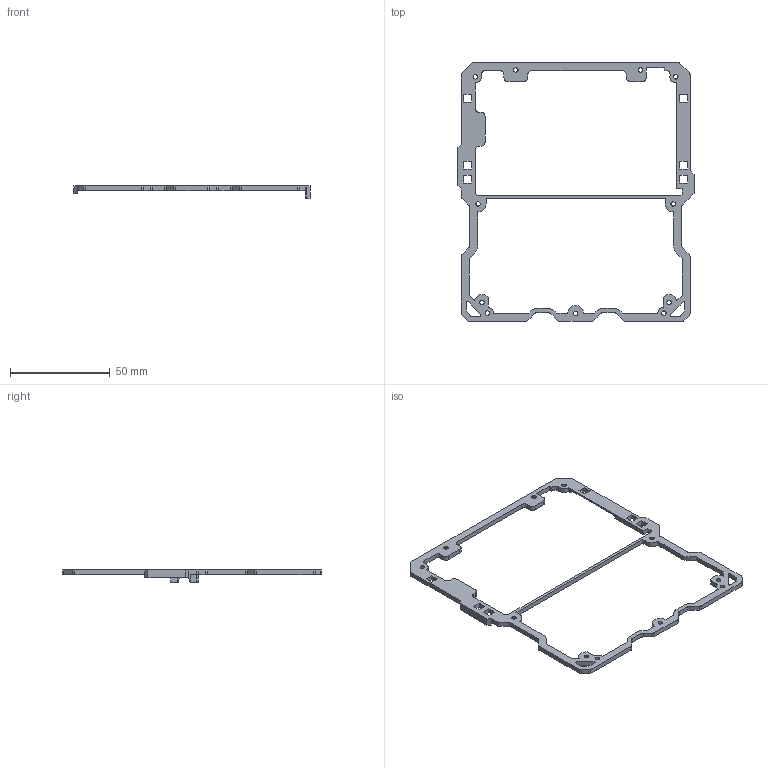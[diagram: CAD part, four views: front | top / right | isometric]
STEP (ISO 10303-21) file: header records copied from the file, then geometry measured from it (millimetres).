
FILE_DESCRIPTION(('FreeCAD Model'),'2;1');
FILE_NAME('Open CASCADE Shape Model','2025-06-12T13:22:34',(''),(''), 'Open CASCADE STEP processor 7.8','FreeCAD','Unknown');
FILE_SCHEMA(('AUTOMOTIVE_DESIGN { 1 0 10303 214 1 1 1 1 }'));
Length unit declared in the file: millimetre
Products named in the file (1): spacer
Bounding box: 118.6 x 130 x 6.2 mm (x, y, z)
Volume: 6247.1 mm3; surface area: 9017.2 mm2
Topology: 1 solids, 1 shells, 248 faces, 715 edges, 476 vertices
Faces by surface type: plane 175, cylinder 73
Full cylindrical faces by diameter (mm): 2.2 x11
Entity records: 8215 total; most frequent: CARTESIAN_POINT 1440, ORIENTED_EDGE 1430, DIRECTION 1359, EDGE_CURVE 715, LINE 569, VECTOR 569, VERTEX_POINT 476, AXIS2_PLACEMENT_3D 395
